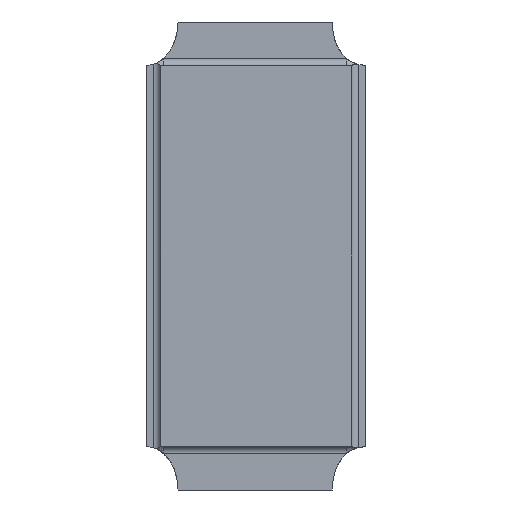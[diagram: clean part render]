
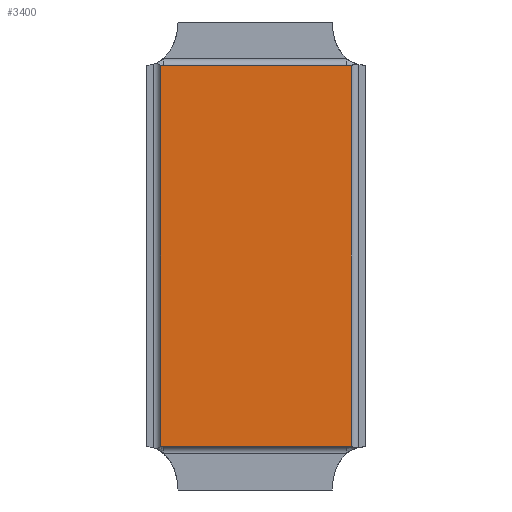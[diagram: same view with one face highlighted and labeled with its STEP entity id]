
A CAD part, left-side view. The second image highlights one B-rep face of the part: STEP entity #3400.
In plain terms, the highlighted planar face has unit normal (-1, 0, 0).
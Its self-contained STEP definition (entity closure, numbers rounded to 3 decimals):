
#94 = EDGE_LOOP ( 'NONE', ( #485, #1714, #2924, #3460 ) ) ;
#180 = DIRECTION ( 'NONE',  ( 1., 0., 0. ) ) ;
#219 = VERTEX_POINT ( 'NONE', #1482 ) ;
#410 = EDGE_CURVE ( 'NONE', #3421, #219, #2233, .T. ) ;
#445 = DIRECTION ( 'NONE',  ( 0., 0., 1. ) ) ;
#485 = ORIENTED_EDGE ( 'NONE', *, *, #659, .T. ) ;
#490 = CARTESIAN_POINT ( 'NONE',  ( 0., -0.65, -1.3 ) ) ;
#659 = EDGE_CURVE ( 'NONE', #3353, #3421, #1058, .T. ) ;
#710 = EDGE_CURVE ( 'NONE', #219, #2893, #2885, .T. ) ;
#874 = CARTESIAN_POINT ( 'NONE',  ( 0., 0.65, 1.3 ) ) ;
#888 = VECTOR ( 'NONE', #908, 1000. ) ;
#908 = DIRECTION ( 'NONE',  ( 0., 0., -1. ) ) ;
#1003 = CARTESIAN_POINT ( 'NONE',  ( 0., -0.65, 1.3 ) ) ;
#1058 = LINE ( 'NONE', #1959, #2187 ) ;
#1338 = CARTESIAN_POINT ( 'NONE',  ( 0., -0.65, 1.3 ) ) ;
#1388 = PLANE ( 'NONE',  #2689 ) ;
#1482 = CARTESIAN_POINT ( 'NONE',  ( 0., -0.65, 1.3 ) ) ;
#1507 = VECTOR ( 'NONE', #1992, 1000. ) ;
#1667 = CARTESIAN_POINT ( 'NONE',  ( 0., 0.65, -1.3 ) ) ;
#1714 = ORIENTED_EDGE ( 'NONE', *, *, #410, .T. ) ;
#1758 = EDGE_CURVE ( 'NONE', #2893, #3353, #3607, .T. ) ;
#1941 = DIRECTION ( 'NONE',  ( 0., 0., -1. ) ) ;
#1959 = CARTESIAN_POINT ( 'NONE',  ( 0., -0.65, -1.3 ) ) ;
#1981 = FACE_OUTER_BOUND ( 'NONE', #94, .T. ) ;
#1992 = DIRECTION ( 'NONE',  ( 0., 1., 0. ) ) ;
#2187 = VECTOR ( 'NONE', #3154, 1000. ) ;
#2233 = LINE ( 'NONE', #1003, #3530 ) ;
#2689 = AXIS2_PLACEMENT_3D ( 'NONE', #3785, #180, #1941 ) ;
#2885 = LINE ( 'NONE', #1338, #1507 ) ;
#2893 = VERTEX_POINT ( 'NONE', #874 ) ;
#2924 = ORIENTED_EDGE ( 'NONE', *, *, #710, .T. ) ;
#3154 = DIRECTION ( 'NONE',  ( 0., -1., 0. ) ) ;
#3353 = VERTEX_POINT ( 'NONE', #1667 ) ;
#3400 = ADVANCED_FACE ( 'NONE', ( #1981 ), #1388, .F. ) ;
#3421 = VERTEX_POINT ( 'NONE', #490 ) ;
#3460 = ORIENTED_EDGE ( 'NONE', *, *, #1758, .T. ) ;
#3530 = VECTOR ( 'NONE', #445, 1000. ) ;
#3607 = LINE ( 'NONE', #3648, #888 ) ;
#3648 = CARTESIAN_POINT ( 'NONE',  ( 0., 0.65, 1.3 ) ) ;
#3785 = CARTESIAN_POINT ( 'NONE',  ( 0., 0., 0. ) ) ;
